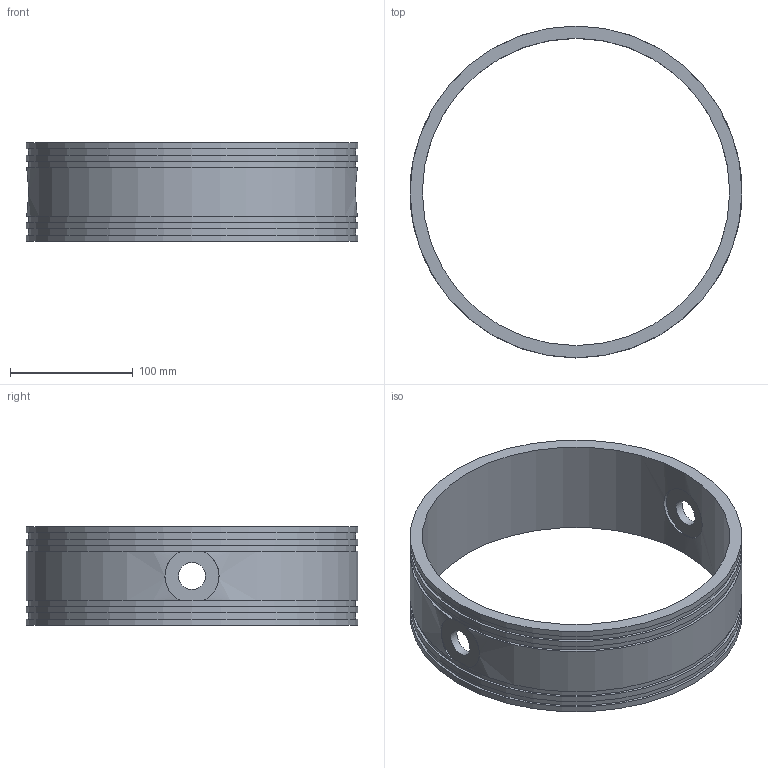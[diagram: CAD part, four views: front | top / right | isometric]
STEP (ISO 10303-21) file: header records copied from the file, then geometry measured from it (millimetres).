
FILE_DESCRIPTION(('FreeCAD Model'),'2;1');
FILE_NAME('ringverbinder.step', '2020-03-27T13:55:13',('Author'),(''), 'Open CASCADE STEP processor 7.2','FreeCAD','Unknown');
FILE_SCHEMA(('AUTOMOTIVE_DESIGN { 1 0 10303 214 1 1 1 1 }'));
Length unit declared in the file: millimetre
Products named in the file (1): Cut009
Bounding box: 269.9 x 269.9 x 80 mm (x, y, z)
Volume: 602718.9 mm3; surface area: 159819.1 mm2
Topology: 1 solids, 1 shells, 37 faces, 80 edges, 52 vertices
Faces by surface type: cylinder 21, plane 16
Full cylindrical faces by diameter (mm): 22 x2, 44 x2, 250 x1, 266 x4, 269.904 x4
Entity records: 4607 total; most frequent: CARTESIAN_POINT 2762, DIRECTION 276, ORIENTED_EDGE 160, PCURVE 160, DEFINITIONAL_REPRESENTATION 160, LINE 106, VECTOR 106, EDGE_CURVE 80
